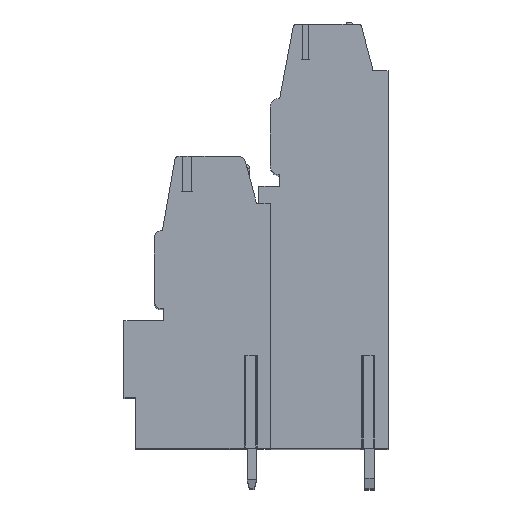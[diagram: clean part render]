
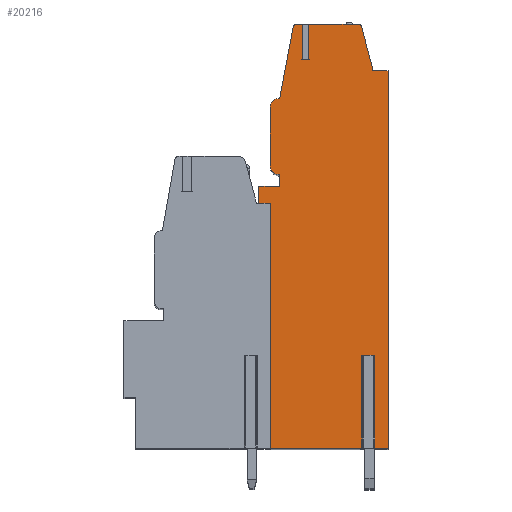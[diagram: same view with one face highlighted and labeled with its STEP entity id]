
A CAD part, top view. The second image highlights one B-rep face of the part: STEP entity #20216.
In plain terms, the highlighted planar face has unit normal (0, 0, 1).
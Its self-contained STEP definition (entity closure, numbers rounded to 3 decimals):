
#13=DIRECTION('',(0.,1.,0.));
#14=VECTOR('',#13,14.45);
#15=CARTESIAN_POINT('',(1.,-19.1,68.58));
#16=LINE('',#15,#14);
#17=DIRECTION('',(0.,-1.,0.));
#18=VECTOR('',#17,1.45);
#19=CARTESIAN_POINT('',(0.,3.5,68.58));
#20=LINE('',#19,#18);
#21=DIRECTION('',(-1.,0.,0.));
#22=VECTOR('',#21,1.8);
#23=CARTESIAN_POINT('',(1.8,3.5,68.58));
#24=LINE('',#23,#22);
#25=DIRECTION('',(0.,-1.,0.));
#26=VECTOR('',#25,1.);
#27=CARTESIAN_POINT('',(1.8,4.5,68.58));
#28=LINE('',#27,#26);
#29=CARTESIAN_POINT('',(1.8,5.3,68.58));
#30=DIRECTION('',(0.,0.,1.));
#31=DIRECTION('',(-1.,0.,0.));
#32=AXIS2_PLACEMENT_3D('',#29,#30,#31);
#34=DIRECTION('',(0.,-1.,0.));
#35=VECTOR('',#34,5.);
#36=CARTESIAN_POINT('',(1.,10.3,68.58));
#37=LINE('',#36,#35);
#38=CARTESIAN_POINT('',(1.8,10.3,68.58));
#39=DIRECTION('',(0.,0.,1.));
#40=DIRECTION('',(0.,1.,0.));
#41=AXIS2_PLACEMENT_3D('',#38,#39,#40);
#43=DIRECTION('',(-0.186,-0.983,0.));
#44=VECTOR('',#43,6.265);
#45=CARTESIAN_POINT('',(2.964,17.256,68.58));
#46=LINE('',#45,#44);
#47=CARTESIAN_POINT('',(3.259,17.2,68.58));
#48=DIRECTION('',(0.,0.,1.));
#49=DIRECTION('',(0.,1.,0.));
#50=AXIS2_PLACEMENT_3D('',#47,#48,#49);
#52=DIRECTION('',(-1.,0.,0.));
#53=VECTOR('',#52,0.551);
#54=CARTESIAN_POINT('',(3.81,17.5,68.58));
#55=LINE('',#54,#53);
#56=DIRECTION('',(0.,-1.,0.));
#57=VECTOR('',#56,3.05);
#58=CARTESIAN_POINT('',(3.81,17.5,68.58));
#59=LINE('',#58,#57);
#60=DIRECTION('',(1.,0.,0.));
#61=VECTOR('',#60,0.5);
#62=CARTESIAN_POINT('',(3.81,14.45,68.58));
#63=LINE('',#62,#61);
#64=DIRECTION('',(0.,-1.,0.));
#65=VECTOR('',#64,3.05);
#66=CARTESIAN_POINT('',(4.31,17.5,68.58));
#67=LINE('',#66,#65);
#68=DIRECTION('',(-1.,0.,0.));
#69=VECTOR('',#68,4.27);
#70=CARTESIAN_POINT('',(8.58,17.5,68.58));
#71=LINE('',#70,#69);
#72=CARTESIAN_POINT('',(8.58,17.2,68.58));
#73=DIRECTION('',(0.,0.,1.));
#74=DIRECTION('',(0.965,0.261,0.));
#75=AXIS2_PLACEMENT_3D('',#72,#73,#74);
#77=DIRECTION('',(-0.261,0.965,0.));
#78=VECTOR('',#77,3.539);
#79=CARTESIAN_POINT('',(9.792,13.861,68.58));
#80=LINE('',#79,#78);
#81=DIRECTION('',(-0.035,0.999,0.));
#82=VECTOR('',#81,0.361);
#83=CARTESIAN_POINT('',(9.805,13.5,68.58));
#84=LINE('',#83,#82);
#85=DIRECTION('',(-1.,0.,0.));
#86=VECTOR('',#85,1.355);
#87=CARTESIAN_POINT('',(11.16,13.5,68.58));
#88=LINE('',#87,#86);
#89=DIRECTION('',(0.,1.,0.));
#90=VECTOR('',#89,32.6);
#91=CARTESIAN_POINT('',(11.16,-19.1,68.58));
#92=LINE('',#91,#90);
#93=DIRECTION('',(1.,0.,0.));
#94=VECTOR('',#93,1.39);
#95=CARTESIAN_POINT('',(9.77,-19.1,68.58));
#96=LINE('',#95,#94);
#97=DIRECTION('',(0.,1.,0.));
#98=VECTOR('',#97,8.);
#99=CARTESIAN_POINT('',(9.77,-19.1,68.58));
#100=LINE('',#99,#98);
#101=DIRECTION('',(-1.,0.,0.));
#102=VECTOR('',#101,0.62);
#103=CARTESIAN_POINT('',(9.77,-11.1,68.58));
#104=LINE('',#103,#102);
#105=DIRECTION('',(0.,1.,0.));
#106=VECTOR('',#105,8.);
#107=CARTESIAN_POINT('',(9.15,-19.1,68.58));
#108=LINE('',#107,#106);
#109=DIRECTION('',(1.,0.,0.));
#110=VECTOR('',#109,8.15);
#111=CARTESIAN_POINT('',(1.,-19.1,68.58));
#112=LINE('',#111,#110);
#133=DIRECTION('',(-1.,0.,0.));
#134=VECTOR('',#133,1.195);
#135=CARTESIAN_POINT('',(1.,-4.65,68.58));
#136=LINE('',#135,#134);
#141=DIRECTION('',(-1.,0.,0.));
#142=VECTOR('',#141,0.195);
#143=CARTESIAN_POINT('',(0.,2.05,68.58));
#144=LINE('',#143,#142);
#713=DIRECTION('',(0.,-1.,0.));
#714=VECTOR('',#713,6.7);
#715=CARTESIAN_POINT('',(-0.195,2.05,68.58));
#716=LINE('',#715,#714);
#15859=CARTESIAN_POINT('',(11.16,-19.1,68.58));
#15860=CARTESIAN_POINT('',(11.16,13.5,68.58));
#15861=VERTEX_POINT('',#15859);
#15862=VERTEX_POINT('',#15860);
#15863=CARTESIAN_POINT('',(9.805,13.5,68.58));
#15864=VERTEX_POINT('',#15863);
#15865=CARTESIAN_POINT('',(9.792,13.861,68.58));
#15866=VERTEX_POINT('',#15865);
#15867=CARTESIAN_POINT('',(8.87,17.278,68.58));
#15868=VERTEX_POINT('',#15867);
#15869=CARTESIAN_POINT('',(8.58,17.5,68.58));
#15870=VERTEX_POINT('',#15869);
#15871=CARTESIAN_POINT('',(3.259,17.5,68.58));
#15872=CARTESIAN_POINT('',(2.964,17.256,68.58));
#15873=VERTEX_POINT('',#15871);
#15874=VERTEX_POINT('',#15872);
#15875=CARTESIAN_POINT('',(1.8,11.1,68.58));
#15876=VERTEX_POINT('',#15875);
#15877=CARTESIAN_POINT('',(1.,10.3,68.58));
#15878=VERTEX_POINT('',#15877);
#15879=CARTESIAN_POINT('',(1.,5.3,68.58));
#15880=VERTEX_POINT('',#15879);
#15881=CARTESIAN_POINT('',(1.8,4.5,68.58));
#15882=VERTEX_POINT('',#15881);
#15883=CARTESIAN_POINT('',(1.8,3.5,68.58));
#15884=VERTEX_POINT('',#15883);
#15885=CARTESIAN_POINT('',(0.,3.5,68.58));
#15886=VERTEX_POINT('',#15885);
#15991=CARTESIAN_POINT('',(1.,-19.1,68.58));
#15992=VERTEX_POINT('',#15991);
#16017=CARTESIAN_POINT('',(9.77,-11.1,68.58));
#16018=CARTESIAN_POINT('',(9.15,-11.1,68.58));
#16019=VERTEX_POINT('',#16017);
#16020=VERTEX_POINT('',#16018);
#16021=CARTESIAN_POINT('',(9.77,-19.1,68.58));
#16022=VERTEX_POINT('',#16021);
#16023=CARTESIAN_POINT('',(9.15,-19.1,68.58));
#16024=VERTEX_POINT('',#16023);
#16061=CARTESIAN_POINT('',(3.81,14.45,68.58));
#16062=CARTESIAN_POINT('',(4.31,14.45,68.58));
#16063=VERTEX_POINT('',#16061);
#16064=VERTEX_POINT('',#16062);
#16065=CARTESIAN_POINT('',(4.31,17.5,68.58));
#16066=VERTEX_POINT('',#16065);
#16067=CARTESIAN_POINT('',(3.81,17.5,68.58));
#16068=VERTEX_POINT('',#16067);
#16453=CARTESIAN_POINT('',(-0.195,-4.65,68.58));
#16455=VERTEX_POINT('',#16453);
#16457=CARTESIAN_POINT('',(0.,2.05,68.58));
#16458=CARTESIAN_POINT('',(-0.195,2.05,68.58));
#16459=VERTEX_POINT('',#16457);
#16460=VERTEX_POINT('',#16458);
#16465=CARTESIAN_POINT('',(1.,-4.65,68.58));
#16467=VERTEX_POINT('',#16465);
#20155=CARTESIAN_POINT('',(0.,0.,68.58));
#20156=DIRECTION('',(0.,0.,1.));
#20157=DIRECTION('',(1.,0.,0.));
#20158=AXIS2_PLACEMENT_3D('',#20155,#20156,#20157);
#20159=PLANE('',#20158);
#20161=ORIENTED_EDGE('',*,*,#20160,.T.);
#20163=ORIENTED_EDGE('',*,*,#20162,.T.);
#20165=ORIENTED_EDGE('',*,*,#20164,.F.);
#20167=ORIENTED_EDGE('',*,*,#20166,.F.);
#20169=ORIENTED_EDGE('',*,*,#20168,.F.);
#20171=ORIENTED_EDGE('',*,*,#20170,.F.);
#20173=ORIENTED_EDGE('',*,*,#20172,.F.);
#20175=ORIENTED_EDGE('',*,*,#20174,.F.);
#20177=ORIENTED_EDGE('',*,*,#20176,.F.);
#20179=ORIENTED_EDGE('',*,*,#20178,.F.);
#20181=ORIENTED_EDGE('',*,*,#20180,.F.);
#20183=ORIENTED_EDGE('',*,*,#20182,.F.);
#20185=ORIENTED_EDGE('',*,*,#20184,.F.);
#20187=ORIENTED_EDGE('',*,*,#20186,.T.);
#20189=ORIENTED_EDGE('',*,*,#20188,.T.);
#20191=ORIENTED_EDGE('',*,*,#20190,.F.);
#20193=ORIENTED_EDGE('',*,*,#20192,.F.);
#20195=ORIENTED_EDGE('',*,*,#20194,.F.);
#20197=ORIENTED_EDGE('',*,*,#20196,.F.);
#20199=ORIENTED_EDGE('',*,*,#20198,.F.);
#20201=ORIENTED_EDGE('',*,*,#20200,.F.);
#20203=ORIENTED_EDGE('',*,*,#20202,.F.);
#20205=ORIENTED_EDGE('',*,*,#20204,.F.);
#20207=ORIENTED_EDGE('',*,*,#20206,.T.);
#20209=ORIENTED_EDGE('',*,*,#20208,.T.);
#20211=ORIENTED_EDGE('',*,*,#20210,.F.);
#20213=ORIENTED_EDGE('',*,*,#20212,.F.);
#20214=EDGE_LOOP('',(#20161,#20163,#20165,#20167,#20169,#20171,#20173,#20175,
#20177,#20179,#20181,#20183,#20185,#20187,#20189,#20191,#20193,#20195,#20197,
#20199,#20201,#20203,#20205,#20207,#20209,#20211,#20213));
#20215=FACE_OUTER_BOUND('',#20214,.F.);
#33=CIRCLE('',#32,0.8);
#42=CIRCLE('',#41,0.8);
#51=CIRCLE('',#50,0.3);
#76=CIRCLE('',#75,0.3);
#20160=EDGE_CURVE('',#15992,#16467,#16,.T.);
#20162=EDGE_CURVE('',#16467,#16455,#136,.T.);
#20164=EDGE_CURVE('',#16460,#16455,#716,.T.);
#20166=EDGE_CURVE('',#16459,#16460,#144,.T.);
#20168=EDGE_CURVE('',#15886,#16459,#20,.T.);
#20170=EDGE_CURVE('',#15884,#15886,#24,.T.);
#20172=EDGE_CURVE('',#15882,#15884,#28,.T.);
#20174=EDGE_CURVE('',#15880,#15882,#33,.T.);
#20176=EDGE_CURVE('',#15878,#15880,#37,.T.);
#20178=EDGE_CURVE('',#15876,#15878,#42,.T.);
#20180=EDGE_CURVE('',#15874,#15876,#46,.T.);
#20182=EDGE_CURVE('',#15873,#15874,#51,.T.);
#20184=EDGE_CURVE('',#16068,#15873,#55,.T.);
#20186=EDGE_CURVE('',#16068,#16063,#59,.T.);
#20188=EDGE_CURVE('',#16063,#16064,#63,.T.);
#20190=EDGE_CURVE('',#16066,#16064,#67,.T.);
#20192=EDGE_CURVE('',#15870,#16066,#71,.T.);
#20194=EDGE_CURVE('',#15868,#15870,#76,.T.);
#20196=EDGE_CURVE('',#15866,#15868,#80,.T.);
#20198=EDGE_CURVE('',#15864,#15866,#84,.T.);
#20200=EDGE_CURVE('',#15862,#15864,#88,.T.);
#20202=EDGE_CURVE('',#15861,#15862,#92,.T.);
#20204=EDGE_CURVE('',#16022,#15861,#96,.T.);
#20206=EDGE_CURVE('',#16022,#16019,#100,.T.);
#20208=EDGE_CURVE('',#16019,#16020,#104,.T.);
#20210=EDGE_CURVE('',#16024,#16020,#108,.T.);
#20212=EDGE_CURVE('',#15992,#16024,#112,.T.);
#20216=ADVANCED_FACE('',(#20215),#20159,.T.);
